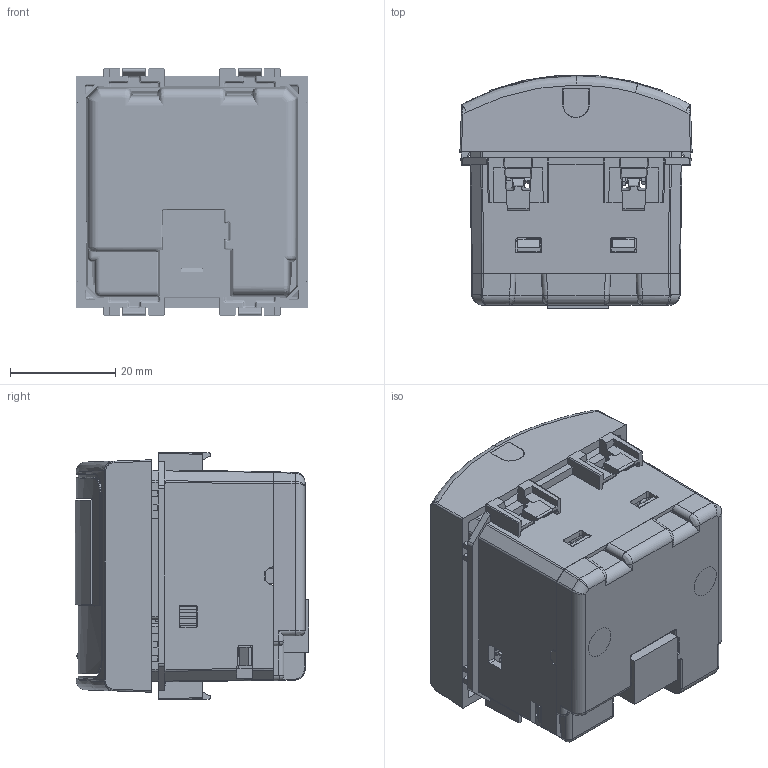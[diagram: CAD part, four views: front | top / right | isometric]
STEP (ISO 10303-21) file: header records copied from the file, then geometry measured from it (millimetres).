
FILE_DESCRIPTION(('CATIA V5 STEP Exchange','CAx-IF Rec.Pracs.--- Model Styling and Organization---1.4--- 2014-01-23'),'2;1');
FILE_NAME('L4658KNX-ASS-1.stp','2020-01-23T07:43:08+00:00',('none'),('none'),'CATIA Version 5-6 Release 2017 SP3','CATIA V5 STEP AP214','none');
FILE_SCHEMA(('AUTOMOTIVE_DESIGN { 1 0 10303 214 1 1 1 1 }'));
Products named in the file (13): Assy_Root; EH00140_A-MOD-3_Ä¬ÈÏ; ED01951_A-MOD-4_Ä¬ÈÏ; EE00374; A009036_A-ASS-1; G000260_A-MOD-2_Ä¬ÈÏ; EG01490_A; LENTILLE_Ä¬ÈÏ; CB00044_A-MOD-1; EB00502_A-MOD-5; HS00969AB; HS00968AC; HF00088_A
Assembly tree (15 placements, depth 3):
  Assy_Root
    EH00140_A-MOD-3_Ä¬ÈÏ
    ED01951_A-MOD-4_Ä¬ÈÏ
    EE00374
    A009036_A-ASS-1
      G000260_A-MOD-2_Ä¬ÈÏ  x3
      EG01490_A
      LENTILLE_Ä¬ÈÏ
      CB00044_A-MOD-1  x2
      EB00502_A-MOD-5
      HS00969AB
      HS00968AC
      HF00088_A
Bounding box: 44.15 x 44.38 x 47.01 mm (x, y, z)
Volume: 26522.8 mm3; surface area: 44754.3 mm2
Topology: 1108 solids, 1113 shells, 10072 faces, 23107 edges, 15276 vertices
Faces by surface type: plane 8034, cylinder 1234, bspline 518, cone 181, torus 41, extrusion 38, sphere 26
Entity records: 316297 total; most frequent: CARTESIAN_POINT 91332, ORIENTED_EDGE 45616, DIRECTION 38189, EDGE_CURVE 22813, VECTOR 17874, LINE 17836, VERTEX_POINT 15106, AXIS2_PLACEMENT_3D 10909
